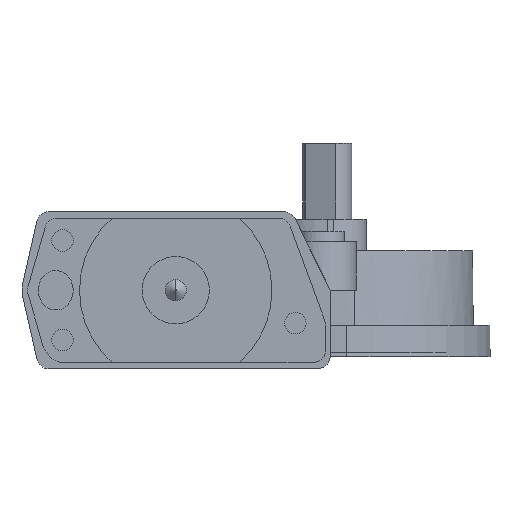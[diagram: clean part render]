
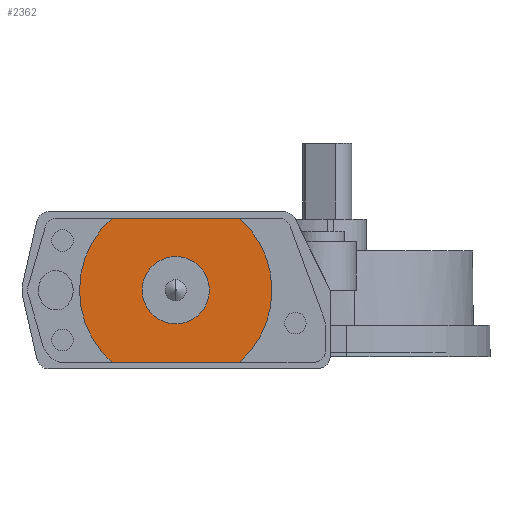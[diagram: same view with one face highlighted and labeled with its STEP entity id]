
A CAD part, left-side view. The second image highlights one B-rep face of the part: STEP entity #2362.
In plain terms, the highlighted face is planar.
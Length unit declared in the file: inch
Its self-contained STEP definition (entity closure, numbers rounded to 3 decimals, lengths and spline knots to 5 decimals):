
#495 = VERTEX_POINT ( 'NONE', #827 ) ;
#501 = VERTEX_POINT ( 'NONE', #833 ) ;
#506 = VERTEX_POINT ( 'NONE', #838 ) ;
#507 = VERTEX_POINT ( 'NONE', #839 ) ;
#508 = VERTEX_POINT ( 'NONE', #840 ) ;
#509 = VERTEX_POINT ( 'NONE', #841 ) ;
#827 = CARTESIAN_POINT ( 'NONE',  ( 0.266, 0., 0. ) ) ;
#833 = CARTESIAN_POINT ( 'NONE',  ( -0.266, 0., 0. ) ) ;
#838 = CARTESIAN_POINT ( 'NONE',  ( 0.57, -0.50269, 0. ) ) ;
#839 = CARTESIAN_POINT ( 'NONE',  ( 0.57, 0.50269, 0. ) ) ;
#840 = CARTESIAN_POINT ( 'NONE',  ( -0.57, 0.50269, 0. ) ) ;
#841 = CARTESIAN_POINT ( 'NONE',  ( -0.57, -0.50269, 0. ) ) ;
#2215 = EDGE_CURVE ( 'NONE', #495, #501, #5711, .T. ) ;
#2216 = EDGE_CURVE ( 'NONE', #501, #495, #5713, .T. ) ;
#2220 = EDGE_CURVE ( 'NONE', #507, #508, #5718, .T. ) ;
#2221 = EDGE_CURVE ( 'NONE', #508, #509, #5717, .T. ) ;
#2224 = EDGE_CURVE ( 'NONE', #506, #507, #5710, .T. ) ;
#2225 = EDGE_CURVE ( 'NONE', #509, #506, #5726, .T. ) ;
#2362 = ADVANCED_FACE ( 'NONE', ( #5923, #5921 ), #5352, .T. ) ;
#2918 = EDGE_LOOP ( 'NONE', ( #3121, #3122, #3123, #3124 ) ) ;
#2927 = EDGE_LOOP ( 'NONE', ( #3125, #3126 ) ) ;
#3121 = ORIENTED_EDGE ( 'NONE', *, *, #2224, .T. ) ;
#3122 = ORIENTED_EDGE ( 'NONE', *, *, #2220, .T. ) ;
#3123 = ORIENTED_EDGE ( 'NONE', *, *, #2221, .T. ) ;
#3124 = ORIENTED_EDGE ( 'NONE', *, *, #2225, .T. ) ;
#3125 = ORIENTED_EDGE ( 'NONE', *, *, #2216, .F. ) ;
#3126 = ORIENTED_EDGE ( 'NONE', *, *, #2215, .F. ) ;
#3873 = AXIS2_PLACEMENT_3D ( 'NONE', #4821, #4822, #4823 ) ;
#3875 = AXIS2_PLACEMENT_3D ( 'NONE', #4824, #4825, #4826 ) ;
#3878 = AXIS2_PLACEMENT_3D ( 'NONE', #4832, #4835, #4836 ) ;
#3880 = AXIS2_PLACEMENT_3D ( 'NONE', #4839, #4847, #4848 ) ;
#4013 = AXIS2_PLACEMENT_3D ( 'NONE', #5355, #5363, #5364 ) ;
#4821 = CARTESIAN_POINT ( 'NONE',  ( 0., 0., 0. ) ) ;
#4822 = DIRECTION ( 'NONE',  ( 0., 0., 1. ) ) ;
#4823 = DIRECTION ( 'NONE',  ( 1., 0., 0. ) ) ;
#4824 = CARTESIAN_POINT ( 'NONE',  ( 0., 0., 0. ) ) ;
#4825 = DIRECTION ( 'NONE',  ( 0., 0., 1. ) ) ;
#4826 = DIRECTION ( 'NONE',  ( 1., 0., 0. ) ) ;
#4829 = CARTESIAN_POINT ( 'NONE',  ( -0.57, -1.67757, 0. ) ) ;
#4832 = CARTESIAN_POINT ( 'NONE',  ( 0., 0., 0. ) ) ;
#4835 = DIRECTION ( 'NONE',  ( 0., 0., 1. ) ) ;
#4836 = DIRECTION ( 'NONE',  ( 1., 0., 0. ) ) ;
#4838 = DIRECTION ( 'NONE',  ( 0., -1., 0. ) ) ;
#4839 = CARTESIAN_POINT ( 'NONE',  ( 0., 0., 0. ) ) ;
#4845 = CARTESIAN_POINT ( 'NONE',  ( 0.57, -1.67757, 0. ) ) ;
#4846 = DIRECTION ( 'NONE',  ( 0., 1., 0. ) ) ;
#4847 = DIRECTION ( 'NONE',  ( 0., 0., 1. ) ) ;
#4848 = DIRECTION ( 'NONE',  ( 1., 0., 0. ) ) ;
#5352 = PLANE ( 'NONE',  #4013 ) ;
#5355 = CARTESIAN_POINT ( 'NONE',  ( 0., -1.67757, 0. ) ) ;
#5363 = DIRECTION ( 'NONE',  ( 0., 0., 1. ) ) ;
#5364 = DIRECTION ( 'NONE',  ( 1., 0., 0. ) ) ;
#5710 = LINE ( 'NONE', #4845, #5720 ) ;
#5711 = CIRCLE ( 'NONE', #3873, 0.266 ) ;
#5713 = CIRCLE ( 'NONE', #3875, 0.266 ) ;
#5714 = VECTOR ( 'NONE', #4838, 39.37008 ) ;
#5717 = LINE ( 'NONE', #4829, #5714 ) ;
#5718 = CIRCLE ( 'NONE', #3878, 0.76 ) ;
#5720 = VECTOR ( 'NONE', #4846, 39.37008 ) ;
#5726 = CIRCLE ( 'NONE', #3880, 0.76 ) ;
#5921 = FACE_BOUND ( 'NONE', #2927, .T. ) ;
#5923 = FACE_OUTER_BOUND ( 'NONE', #2918, .T. ) ;
